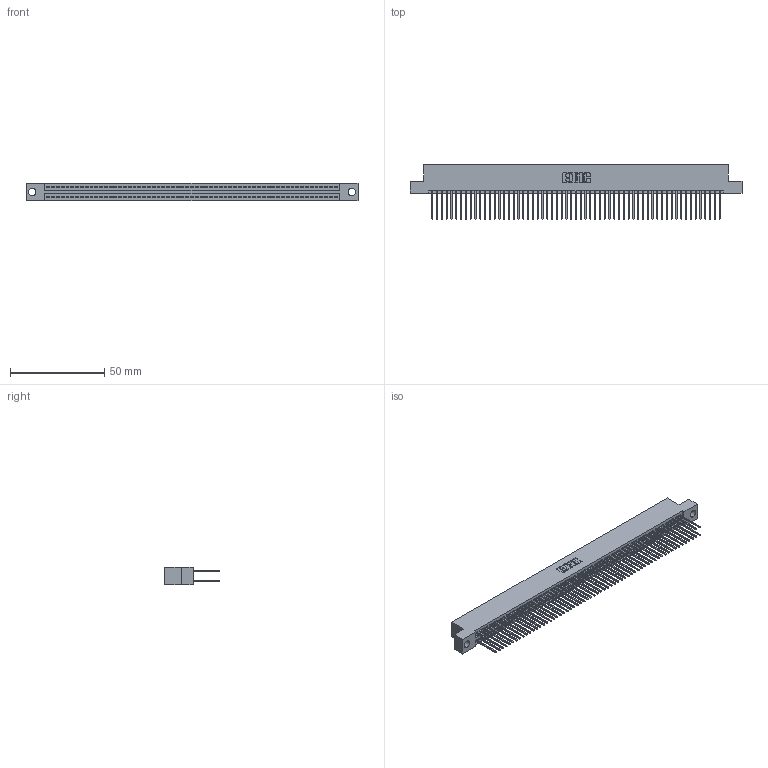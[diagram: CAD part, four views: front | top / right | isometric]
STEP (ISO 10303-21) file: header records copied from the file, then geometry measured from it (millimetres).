
FILE_DESCRIPTION (( 'STEP AP203' ), '1' );
FILE_NAME ('845-122-540-204.STEP', '2018-11-21T10:35:02', ( '' ), ( '' ), 'SwSTEP 2.0', 'SolidWorks 2016', '' );
FILE_SCHEMA (( 'CONFIG_CONTROL_DESIGN' ));
Length unit declared in the file: inch
Products named in the file (3): 845 Part_Flush Mounting Lugs - 0.156 Dia-TH; 345-292-001_345-293-140; 845-122-540-204
Assembly tree (123 placements, depth 2):
  845-122-540-204
    845 Part_Flush Mounting Lugs - 0.156 Dia-TH
    345-292-001_345-293-140  x122
Bounding box: 176.15 x 29.13 x 9.4 mm (x, y, z)
Volume: 1562.2 mm3; surface area: 28436.7 mm2
Topology: 122 solids, 123 shells, 6226 faces, 18519 edges, 12179 vertices
Faces by surface type: plane 4106, cylinder 2120
Entity records: 45325 total; most frequent: CARTESIAN_POINT 7580, ORIENTED_EDGE 7514, DIRECTION 6661, EDGE_CURVE 3757, VECTOR 3381, LINE 3381, VERTEX_POINT 2502, AXIS2_PLACEMENT_3D 1640
